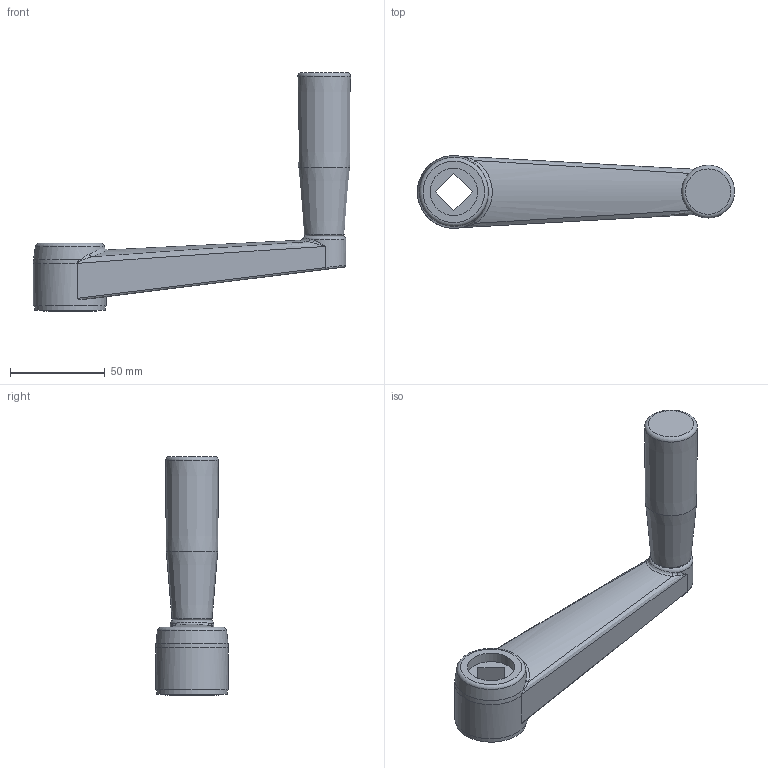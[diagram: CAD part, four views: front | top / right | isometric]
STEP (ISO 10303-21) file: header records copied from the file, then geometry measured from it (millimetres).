
FILE_DESCRIPTION( ( 'Unknown' ), '1' );
FILE_NAME( '6335450_MV130_TM.stp', 'Unknown', ( 'Unknown' ), ( 'Unknown' ), 'PSStep 11.0', 'Unknown', ' ' );
FILE_SCHEMA( ( 'AUTOMOTIVE_DESIGN { 1 0 10303 214 1 1 1 1 }' ) );
Length unit declared in the file: millimetre
Products named in the file (1): 1833050
Bounding box: 167.62 x 38.5 x 126.15 mm (x, y, z)
Volume: 126050 mm3; surface area: 40292.5 mm2
Topology: 1 solids, 2 shells, 185 faces, 468 edges, 295 vertices
Faces by surface type: plane 115, cylinder 40, bspline 14, cone 11, torus 5
Full cylindrical faces by diameter (mm): 5.1 x1, 9 x1, 10 x2, 10.6 x1, 11 x1, 14 x1, 14.5 x1, 25 x1, 28 x1, 37.31 x1, 38.5 x1
Entity records: 9120 total; most frequent: CARTESIAN_POINT 3374, DIRECTION 872, ORIENTED_EDGE 862, EDGE_CURVE 431, AXIS2_PLACEMENT_3D 309, VERTEX_POINT 285, LINE 254, VECTOR 254
